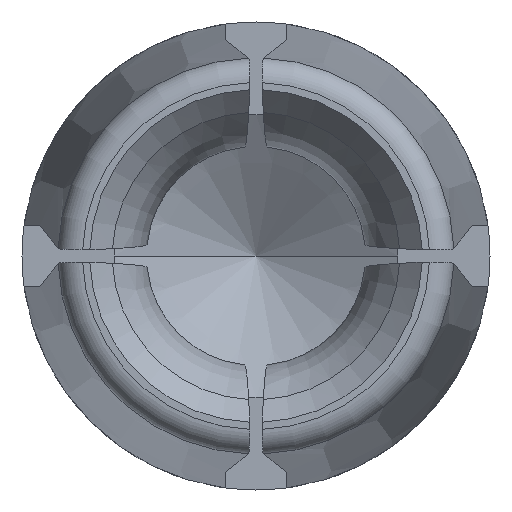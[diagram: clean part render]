
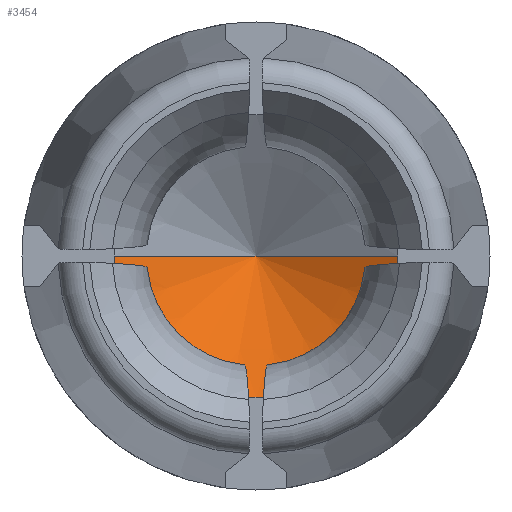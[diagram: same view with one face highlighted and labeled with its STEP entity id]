
A CAD part, front view. The second image highlights one B-rep face of the part: STEP entity #3454.
In plain terms, the highlighted conical face has half-angle 59 degrees and reference radius 0.587 mm.
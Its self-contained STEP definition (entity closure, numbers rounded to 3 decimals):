
#1973=CARTESIAN_POINT('',(0.,10.212,0.));
#1974=DIRECTION('',(0.,1.,0.));
#1975=DIRECTION('',(1.,0.,0.));
#1976=AXIS2_PLACEMENT_3D('',#1973,#1974,#1975);
#1981=DIRECTION('',(0.857,0.515,0.));
#1982=VECTOR('',#1981,1.342);
#1983=CARTESIAN_POINT('',(-1.15,10.212,0.));
#1984=LINE('',#1983,#1982);
#1988=DIRECTION('',(-0.857,0.515,0.));
#1989=VECTOR('',#1988,1.342);
#1990=CARTESIAN_POINT('',(1.15,10.212,0.));
#1991=LINE('',#1990,#1989);
#2242=CARTESIAN_POINT('',(1.15,10.212,0.));
#2243=VERTEX_POINT('',#2242);
#2244=CARTESIAN_POINT('',(-1.15,10.212,0.));
#2245=VERTEX_POINT('',#2244);
#2246=CARTESIAN_POINT('',(0.,10.903,0.));
#2247=VERTEX_POINT('',#2246);
#3442=CARTESIAN_POINT('',(0.,10.55,0.));
#3443=DIRECTION('',(0.,-1.,0.));
#3444=DIRECTION('',(-1.,0.,0.));
#3445=AXIS2_PLACEMENT_3D('',#3442,#3443,#3444);
#3446=CONICAL_SURFACE('',#3445,0.586,59.);
#3448=ORIENTED_EDGE('',*,*,#3447,.F.);
#3449=ORIENTED_EDGE('',*,*,#2920,.T.);
#3451=ORIENTED_EDGE('',*,*,#3450,.T.);
#3452=EDGE_LOOP('',(#3448,#3449,#3451));
#3453=FACE_OUTER_BOUND('',#3452,.F.);
#3454=ADVANCED_FACE('',(#3453),#3446,.F.);
#1977=CIRCLE('',#1976,1.15);
#2920=EDGE_CURVE('',#2243,#2245,#1977,.T.);
#3447=EDGE_CURVE('',#2243,#2247,#1991,.T.);
#3450=EDGE_CURVE('',#2245,#2247,#1984,.T.);
